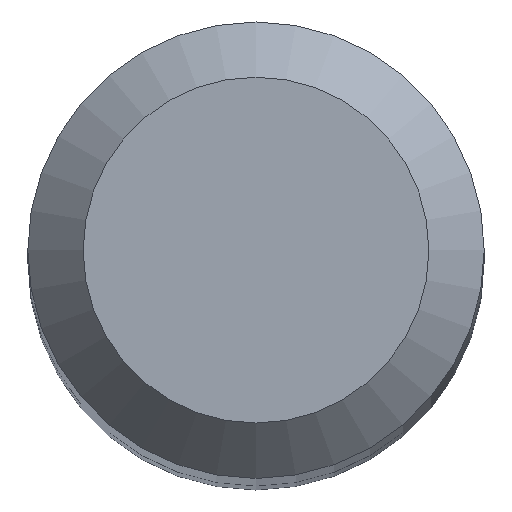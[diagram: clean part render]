
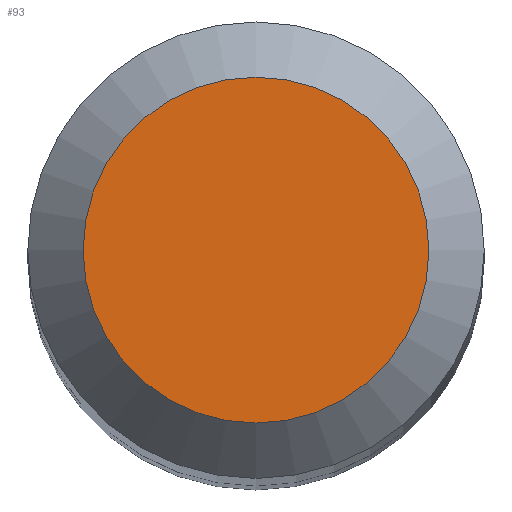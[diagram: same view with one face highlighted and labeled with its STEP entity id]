
A CAD part, top view. The second image highlights one B-rep face of the part: STEP entity #93.
In plain terms, the highlighted planar face has unit normal (0, 0, 1).
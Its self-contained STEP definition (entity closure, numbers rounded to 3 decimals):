
#24 = AXIS2_PLACEMENT_3D ( 'NONE', #119, #179, #105 ) ;
#30 = DIRECTION ( 'NONE',  ( 0., 1., 0. ) ) ;
#48 = CARTESIAN_POINT ( 'NONE',  ( 0., 0., 49. ) ) ;
#55 = FACE_OUTER_BOUND ( 'NONE', #88, .T. ) ;
#72 = ORIENTED_EDGE ( 'NONE', *, *, #139, .F. ) ;
#88 = EDGE_LOOP ( 'NONE', ( #72 ) ) ;
#93 = ADVANCED_FACE ( 'NONE', ( #55 ), #198, .F. ) ;
#105 = DIRECTION ( 'NONE',  ( 0., 1., 0. ) ) ;
#119 = CARTESIAN_POINT ( 'NONE',  ( 0., 0., 49. ) ) ;
#139 = EDGE_CURVE ( 'NONE', #156, #156, #188, .T. ) ;
#144 = CARTESIAN_POINT ( 'NONE',  ( 0., 1.25, 49. ) ) ;
#154 = DIRECTION ( 'NONE',  ( 0., 0., -1. ) ) ;
#156 = VERTEX_POINT ( 'NONE', #144 ) ;
#179 = DIRECTION ( 'NONE',  ( 0., 0., -1. ) ) ;
#188 = CIRCLE ( 'NONE', #195, 1.25 ) ;
#195 = AXIS2_PLACEMENT_3D ( 'NONE', #48, #154, #30 ) ;
#198 = PLANE ( 'NONE',  #24 ) ;
